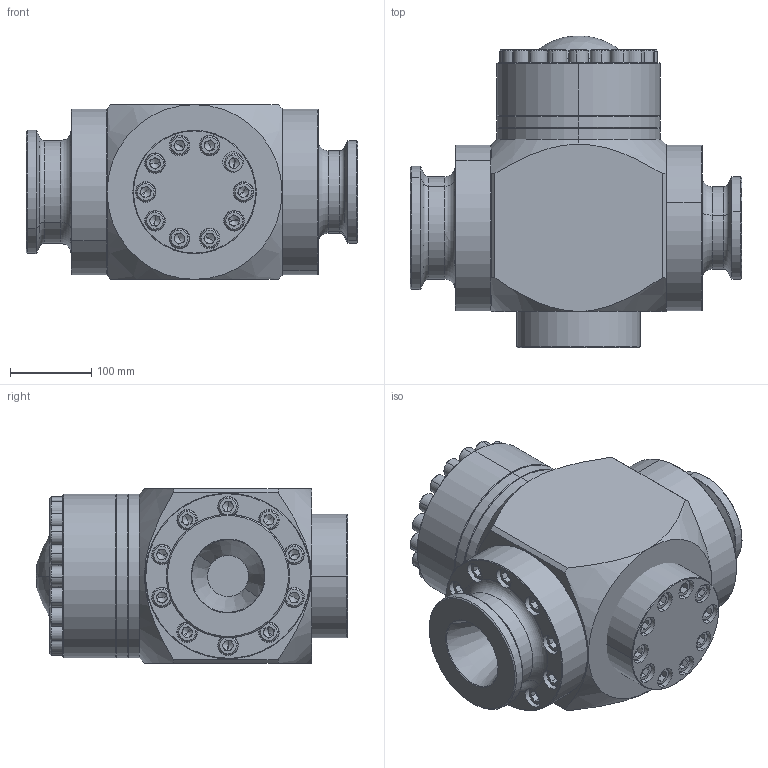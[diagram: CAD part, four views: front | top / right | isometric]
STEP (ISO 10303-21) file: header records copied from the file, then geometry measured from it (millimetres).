
FILE_DESCRIPTION (( 'STEP AP214' ), '1' );
FILE_NAME ('11023_(Simple).STEP', '2015-07-27T19:13:11', ( '' ), ( '' ), 'SwSTEP 2.0', 'SolidWorks 2015', '' );
FILE_SCHEMA (( 'AUTOMOTIVE_DESIGN' ));
Length unit declared in the file: inch
Products named in the file (1): 11023_(Simple)
Bounding box: 409.6 x 384.18 x 215.9 mm (x, y, z)
Volume: 18855117.3 mm3; surface area: 1277868.3 mm2
Topology: 60 solids, 60 shells, 1917 faces, 4220 edges, 2446 vertices
Faces by surface type: plane 837, cylinder 450, cone 436, torus 192, sphere 2
Entity records: 78704 total; most frequent: CARTESIAN_POINT 9944, DIRECTION 9820, ORIENTED_EDGE 8224, EDGE_CURVE 4112, AXIS2_PLACEMENT_3D 3842, VERTEX_POINT 2446, EDGE_LOOP 2192, VECTOR 2136
